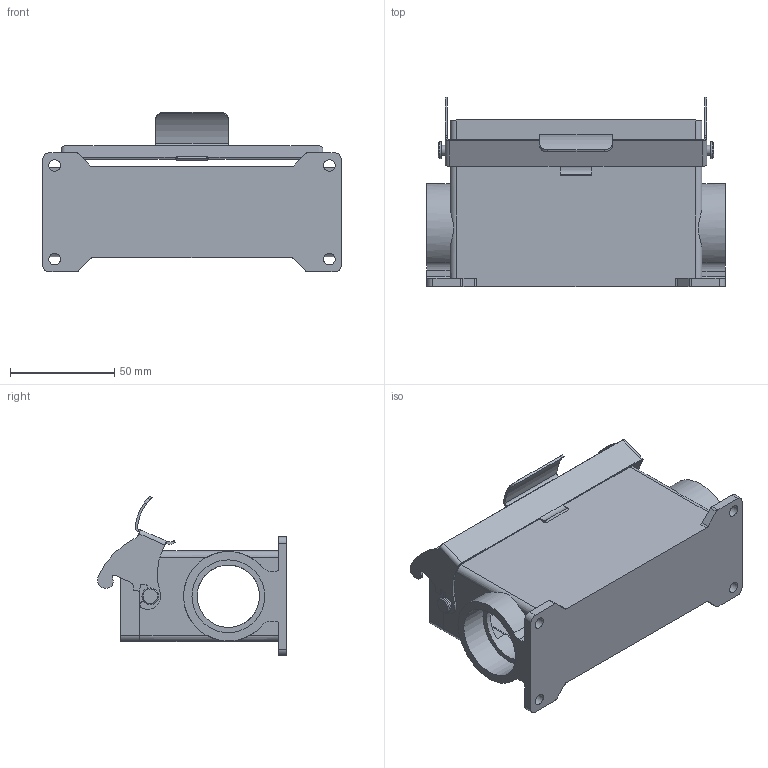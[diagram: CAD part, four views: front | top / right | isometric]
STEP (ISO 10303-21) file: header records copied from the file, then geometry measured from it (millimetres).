
FILE_DESCRIPTION (( 'STEP AP214' ), '1' );
FILE_NAME ('ZP-MC24B-2-SSM29ML.STEP', '2011-11-21T13:39:08', ( '.adc' ), ( '' ), 'SwSTEP 2.0', 'SolidWorks 2011', '' );
FILE_SCHEMA (( 'AUTOMOTIVE_DESIGN' ));
Length unit declared in the file: millimetre
Products named in the file (1): ZP-MC24B-2-SSM29ML
Bounding box: 143.5 x 90.93 x 76.45 mm (x, y, z)
Volume: 140785 mm3; surface area: 76594 mm2
Topology: 3 solids, 3 shells, 227 faces, 630 edges, 418 vertices
Faces by surface type: cylinder 122, plane 101, cone 4
Full cylindrical faces by diameter (mm): 3.3 x4, 4.669 x2, 5.5 x4, 8 x2, 30 x2, 35 x2
Entity records: 7869 total; most frequent: CARTESIAN_POINT 1600, DIRECTION 1256, ORIENTED_EDGE 1212, EDGE_CURVE 606, AXIS2_PLACEMENT_3D 458, VERTEX_POINT 414, LINE 340, VECTOR 340
